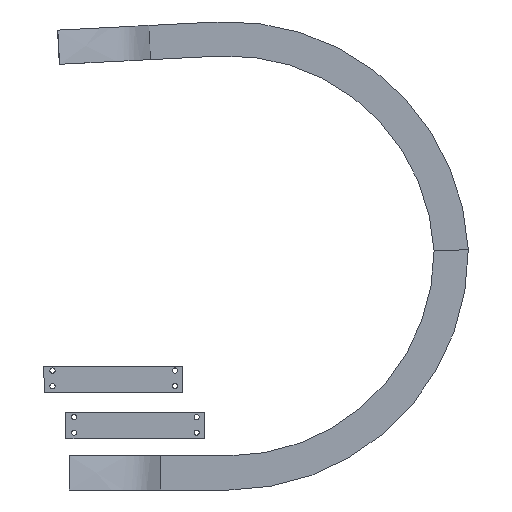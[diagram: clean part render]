
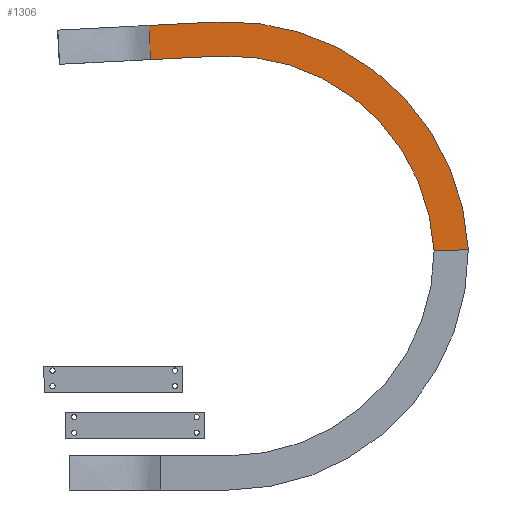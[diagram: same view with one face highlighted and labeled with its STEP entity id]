
A CAD part, front view. The second image highlights one B-rep face of the part: STEP entity #1306.
In plain terms, the highlighted planar face has unit normal (0, -1, 0).
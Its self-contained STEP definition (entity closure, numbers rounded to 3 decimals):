
#43=CIRCLE('',#1390,78.705);
#45=CIRCLE('',#1395,91.822);
#132=FACE_OUTER_BOUND('',#204,.T.);
#204=EDGE_LOOP('',(#1099,#1100,#1101,#1102,#1103,#1104));
#342=LINE('',#2516,#492);
#343=LINE('',#2532,#493);
#354=LINE('',#2557,#504);
#357=LINE('',#2567,#507);
#492=VECTOR('',#1625,13.117);
#493=VECTOR('',#1628,13.117);
#504=VECTOR('',#1649,13.117);
#507=VECTOR('',#1662,13.117);
#614=VERTEX_POINT('',#2264);
#615=VERTEX_POINT('',#2515);
#617=VERTEX_POINT('',#2531);
#622=VERTEX_POINT('',#2545);
#623=VERTEX_POINT('',#2546);
#627=VERTEX_POINT('',#2561);
#770=EDGE_CURVE('',#614,#615,#342,.T.);
#773=EDGE_CURVE('',#617,#615,#343,.T.);
#780=EDGE_CURVE('',#622,#623,#43,.T.);
#786=EDGE_CURVE('',#614,#623,#354,.T.);
#788=EDGE_CURVE('',#627,#617,#45,.T.);
#791=EDGE_CURVE('',#622,#627,#357,.T.);
#1099=ORIENTED_EDGE('',*,*,#770,.F.);
#1100=ORIENTED_EDGE('',*,*,#786,.T.);
#1101=ORIENTED_EDGE('',*,*,#780,.F.);
#1102=ORIENTED_EDGE('',*,*,#791,.T.);
#1103=ORIENTED_EDGE('',*,*,#788,.T.);
#1104=ORIENTED_EDGE('',*,*,#773,.T.);
#1244=PLANE('',#1399);
#1306=ADVANCED_FACE('',(#132),#1244,.T.);
#1390=AXIS2_PLACEMENT_3D('',#2547,#1639,#1640);
#1395=AXIS2_PLACEMENT_3D('',#2562,#1655,#1656);
#1399=AXIS2_PLACEMENT_3D('',#2570,#1666,#1667);
#1625=DIRECTION('',(-0.051,0.,0.999));
#1628=DIRECTION('',(-0.999,0.,-0.051));
#1639=DIRECTION('center_axis',(0.,-1.,0.));
#1640=DIRECTION('ref_axis',(0.999,0.,0.051));
#1649=DIRECTION('',(0.999,0.,0.051));
#1655=DIRECTION('center_axis',(0.,-1.,0.));
#1656=DIRECTION('ref_axis',(0.999,0.,0.047));
#1662=DIRECTION('',(1.,0.,0.025));
#1666=DIRECTION('center_axis',(0.,-1.,0.));
#1667=DIRECTION('ref_axis',(0.999,0.,0.051));
#2264=CARTESIAN_POINT('',(-40.719,0.,116.097));
#2515=CARTESIAN_POINT('',(-41.387,0.,129.197));
#2516=CARTESIAN_POINT('',(-39.88,0.,99.638));
#2531=CARTESIAN_POINT('',(-15.186,0.,130.532));
#2532=CARTESIAN_POINT('',(-15.186,0.,130.532));
#2545=CARTESIAN_POINT('',(68.09,0.,42.835));
#2546=CARTESIAN_POINT('',(-14.518,0.,117.432));
#2547=CARTESIAN_POINT('Origin',(-10.512,0.,38.83));
#2557=CARTESIAN_POINT('',(-75.668,0.,114.316));
#2561=CARTESIAN_POINT('',(81.207,0.,43.169));
#2562=CARTESIAN_POINT('Origin',(-10.512,0.,38.83));
#2567=CARTESIAN_POINT('',(68.09,0.,42.835));
#2570=CARTESIAN_POINT('Origin',(2.436,0.,85.293));
